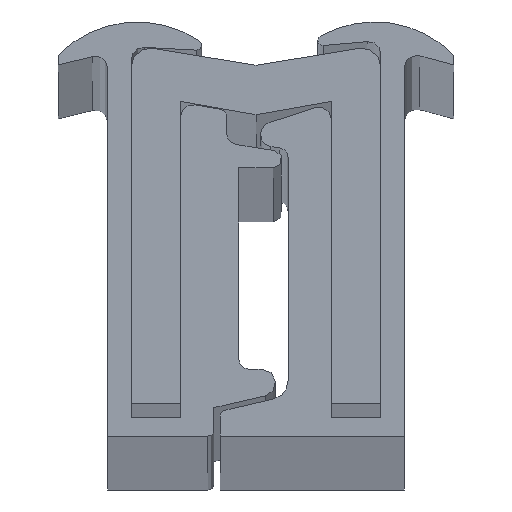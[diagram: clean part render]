
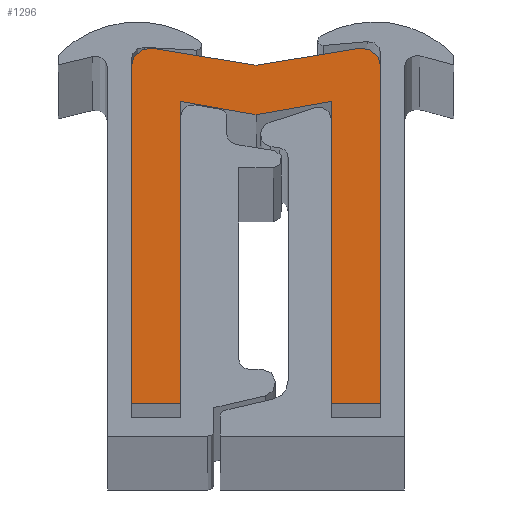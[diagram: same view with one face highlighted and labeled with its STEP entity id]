
A CAD part, top view. The second image highlights one B-rep face of the part: STEP entity #1296.
In plain terms, the highlighted planar face has unit normal (0, 0, 1).
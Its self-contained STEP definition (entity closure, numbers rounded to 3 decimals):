
#277 = VECTOR ( 'NONE', #5487, 1000. ) ;
#292 = VECTOR ( 'NONE', #5481, 1000. ) ;
#308 = VECTOR ( 'NONE', #5618, 1000. ) ;
#313 = VECTOR ( 'NONE', #5610, 1000. ) ;
#388 = VECTOR ( 'NONE', #5712, 1000. ) ;
#713 = ORIENTED_EDGE ( 'NONE', *, *, #1280, .T. ) ;
#714 = ORIENTED_EDGE ( 'NONE', *, *, #1734, .T. ) ;
#715 = ORIENTED_EDGE ( 'NONE', *, *, #1727, .T. ) ;
#717 = ORIENTED_EDGE ( 'NONE', *, *, #1818, .T. ) ;
#719 = ORIENTED_EDGE ( 'NONE', *, *, #1750, .T. ) ;
#720 = ORIENTED_EDGE ( 'NONE', *, *, #1733, .T. ) ;
#721 = ORIENTED_EDGE ( 'NONE', *, *, #1264, .T. ) ;
#722 = ORIENTED_EDGE ( 'NONE', *, *, #1302, .T. ) ;
#723 = ORIENTED_EDGE ( 'NONE', *, *, #1305, .T. ) ;
#728 = ORIENTED_EDGE ( 'NONE', *, *, #1238, .T. ) ;
#732 = ORIENTED_EDGE ( 'NONE', *, *, #1262, .T. ) ;
#734 = ORIENTED_EDGE ( 'NONE', *, *, #1780, .T. ) ;
#1203 = AXIS2_PLACEMENT_3D ( 'NONE', #5588, #5589, #5590 ) ;
#1213 = FACE_OUTER_BOUND ( 'NONE', #3820, .T. ) ;
#1238 = EDGE_CURVE ( 'NONE', #4053, #4045, #5103, .T. ) ;
#1262 = EDGE_CURVE ( 'NONE', #4093, #4034, #5479, .T. ) ;
#1264 = EDGE_CURVE ( 'NONE', #4151, #4042, #5485, .T. ) ;
#1280 = EDGE_CURVE ( 'NONE', #4034, #4086, #5534, .T. ) ;
#1296 = ADVANCED_FACE ( 'NONE', ( #1213 ), #5587, .T. ) ;
#1302 = EDGE_CURVE ( 'NONE', #4086, #4151, #5608, .T. ) ;
#1305 = EDGE_CURVE ( 'NONE', #4042, #4053, #5616, .T. ) ;
#1351 = VECTOR ( 'NONE', #5536, 1000. ) ;
#1530 = VECTOR ( 'NONE', #5742, 1000. ) ;
#1567 = VECTOR ( 'NONE', #5787, 1000. ) ;
#1637 = VECTOR ( 'NONE', #1884, 1000. ) ;
#1727 = EDGE_CURVE ( 'NONE', #4048, #4046, #5692, .T. ) ;
#1733 = EDGE_CURVE ( 'NONE', #4058, #4093, #5710, .T. ) ;
#1734 = EDGE_CURVE ( 'NONE', #4055, #4048, #6163, .T. ) ;
#1750 = EDGE_CURVE ( 'NONE', #4046, #4058, #5740, .T. ) ;
#1780 = EDGE_CURVE ( 'NONE', #4045, #4065, #5785, .T. ) ;
#1818 = EDGE_CURVE ( 'NONE', #4065, #4055, #1882, .T. ) ;
#1882 = LINE ( 'NONE', #1883, #1637 ) ;
#1883 = CARTESIAN_POINT ( 'NONE',  ( -8.358, 5.369, 1250. ) ) ;
#1884 = DIRECTION ( 'NONE',  ( -0.987, 0.162, 0. ) ) ;
#2073 = CARTESIAN_POINT ( 'NONE',  ( 0., 0., 1250. ) ) ;
#2081 = CARTESIAN_POINT ( 'NONE',  ( 10.1, -23.346, 1250. ) ) ;
#2084 = CARTESIAN_POINT ( 'NONE',  ( 8.358, 5.369, 1250. ) ) ;
#2085 = CARTESIAN_POINT ( 'NONE',  ( -10.1, -23.346, 1250. ) ) ;
#2087 = CARTESIAN_POINT ( 'NONE',  ( -10.1, 3.888, 1250. ) ) ;
#2092 = CARTESIAN_POINT ( 'NONE',  ( 10.1, 3.888, 1250. ) ) ;
#2094 = CARTESIAN_POINT ( 'NONE',  ( -8.358, 5.369, 1250. ) ) ;
#2097 = CARTESIAN_POINT ( 'NONE',  ( -6.1, -23.346, 1250. ) ) ;
#2104 = CARTESIAN_POINT ( 'NONE',  ( 0., 4., 1250. ) ) ;
#2125 = CARTESIAN_POINT ( 'NONE',  ( 6.1, 1.076, 1250. ) ) ;
#2132 = CARTESIAN_POINT ( 'NONE',  ( -6.1, 1.076, 1250. ) ) ;
#2190 = CARTESIAN_POINT ( 'NONE',  ( 6.1, -23.346, 1250. ) ) ;
#3237 = VECTOR ( 'NONE', #5694, 1000. ) ;
#3820 = EDGE_LOOP ( 'NONE', ( #732, #713, #722, #721, #723, #728, #734, #717, #714, #715, #719, #720 ) ) ;
#4034 = VERTEX_POINT ( 'NONE', #2073 ) ;
#4042 = VERTEX_POINT ( 'NONE', #2081 ) ;
#4045 = VERTEX_POINT ( 'NONE', #2084 ) ;
#4046 = VERTEX_POINT ( 'NONE', #2085 ) ;
#4048 = VERTEX_POINT ( 'NONE', #2087 ) ;
#4053 = VERTEX_POINT ( 'NONE', #2092 ) ;
#4055 = VERTEX_POINT ( 'NONE', #2094 ) ;
#4058 = VERTEX_POINT ( 'NONE', #2097 ) ;
#4065 = VERTEX_POINT ( 'NONE', #2104 ) ;
#4086 = VERTEX_POINT ( 'NONE', #2125 ) ;
#4093 = VERTEX_POINT ( 'NONE', #2132 ) ;
#4151 = VERTEX_POINT ( 'NONE', #2190 ) ;
#5072 = AXIS2_PLACEMENT_3D ( 'NONE', #5405, #5406, #5407 ) ;
#5103 = CIRCLE ( 'NONE', #5072, 1.5 ) ;
#5405 = CARTESIAN_POINT ( 'NONE',  ( 8.6, 3.888, 1250. ) ) ;
#5406 = DIRECTION ( 'NONE',  ( 0., 0., 1. ) ) ;
#5407 = DIRECTION ( 'NONE',  ( 1., 0., 0. ) ) ;
#5479 = LINE ( 'NONE', #5480, #292 ) ;
#5480 = CARTESIAN_POINT ( 'NONE',  ( 0., 0., 1250. ) ) ;
#5481 = DIRECTION ( 'NONE',  ( 0.985, -0.174, 0. ) ) ;
#5485 = LINE ( 'NONE', #5486, #277 ) ;
#5486 = CARTESIAN_POINT ( 'NONE',  ( 6.1, -23.346, 1250. ) ) ;
#5487 = DIRECTION ( 'NONE',  ( 1., 0., 0. ) ) ;
#5534 = LINE ( 'NONE', #5535, #1351 ) ;
#5535 = CARTESIAN_POINT ( 'NONE',  ( 0., 0., 1250. ) ) ;
#5536 = DIRECTION ( 'NONE',  ( 0.985, 0.174, 0. ) ) ;
#5587 = PLANE ( 'NONE',  #1203 ) ;
#5588 = CARTESIAN_POINT ( 'NONE',  ( -8.6, 3.888, 1250. ) ) ;
#5589 = DIRECTION ( 'NONE',  ( 0., 0., 1. ) ) ;
#5590 = DIRECTION ( 'NONE',  ( 1., 0., 0. ) ) ;
#5608 = LINE ( 'NONE', #5609, #313 ) ;
#5609 = CARTESIAN_POINT ( 'NONE',  ( 6.1, 1.076, 1250. ) ) ;
#5610 = DIRECTION ( 'NONE',  ( 0., -1., 0. ) ) ;
#5616 = LINE ( 'NONE', #5617, #308 ) ;
#5617 = CARTESIAN_POINT ( 'NONE',  ( 10.1, -23.346, 1250. ) ) ;
#5618 = DIRECTION ( 'NONE',  ( 0., 1., 0. ) ) ;
#5692 = LINE ( 'NONE', #5693, #3237 ) ;
#5693 = CARTESIAN_POINT ( 'NONE',  ( -10.1, -23.346, 1250. ) ) ;
#5694 = DIRECTION ( 'NONE',  ( 0., -1., 0. ) ) ;
#5710 = LINE ( 'NONE', #5711, #388 ) ;
#5711 = CARTESIAN_POINT ( 'NONE',  ( -6.1, 1.076, 1250. ) ) ;
#5712 = DIRECTION ( 'NONE',  ( 0., 1., 0. ) ) ;
#5713 = CARTESIAN_POINT ( 'NONE',  ( -8.6, 3.888, 1250. ) ) ;
#5714 = DIRECTION ( 'NONE',  ( 0., 0., 1. ) ) ;
#5715 = DIRECTION ( 'NONE',  ( 1., 0., 0. ) ) ;
#5740 = LINE ( 'NONE', #5741, #1530 ) ;
#5741 = CARTESIAN_POINT ( 'NONE',  ( -6.1, -23.346, 1250. ) ) ;
#5742 = DIRECTION ( 'NONE',  ( 1., 0., 0. ) ) ;
#5785 = LINE ( 'NONE', #5786, #1567 ) ;
#5786 = CARTESIAN_POINT ( 'NONE',  ( 8.358, 5.369, 1250. ) ) ;
#5787 = DIRECTION ( 'NONE',  ( -0.987, -0.162, 0. ) ) ;
#5939 = AXIS2_PLACEMENT_3D ( 'NONE', #5713, #5714, #5715 ) ;
#6163 = CIRCLE ( 'NONE', #5939, 1.5 ) ;
